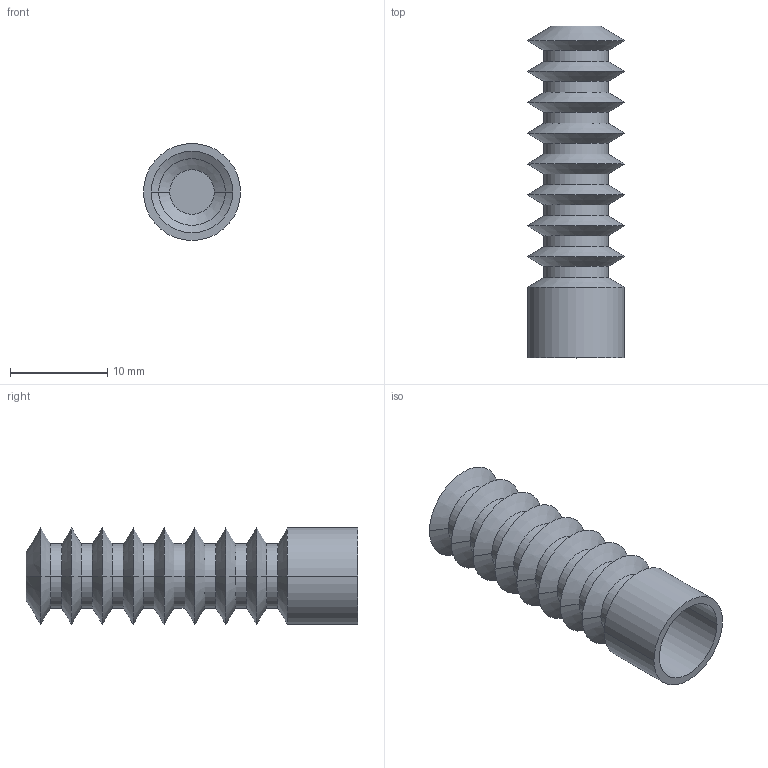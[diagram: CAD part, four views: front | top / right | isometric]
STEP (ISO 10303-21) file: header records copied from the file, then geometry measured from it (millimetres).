
FILE_DESCRIPTION (( 'STEP AP214' ), '1' );
FILE_NAME ('sam-bellow.STEP', '2020-05-10T10:38:21', ( '' ), ( '' ), 'SwSTEP 2.0', 'SolidWorks 2019', '' );
FILE_SCHEMA (( 'AUTOMOTIVE_DESIGN' ));
Length unit declared in the file: millimetre
Products named in the file (1): sam-bellow
Bounding box: 10 x 34.2 x 10 mm (x, y, z)
Volume: 903.5 mm3; surface area: 2188.8 mm2
Topology: 1 solids, 1 shells, 109 faces, 216 edges, 110 vertices
Faces by surface type: cone 70, cylinder 36, plane 3
Entity records: 2758 total; most frequent: DIRECTION 546, CARTESIAN_POINT 436, ORIENTED_EDGE 432, AXIS2_PLACEMENT_3D 220, EDGE_CURVE 216, CIRCLE 110, EDGE_LOOP 110, VERTEX_POINT 110
